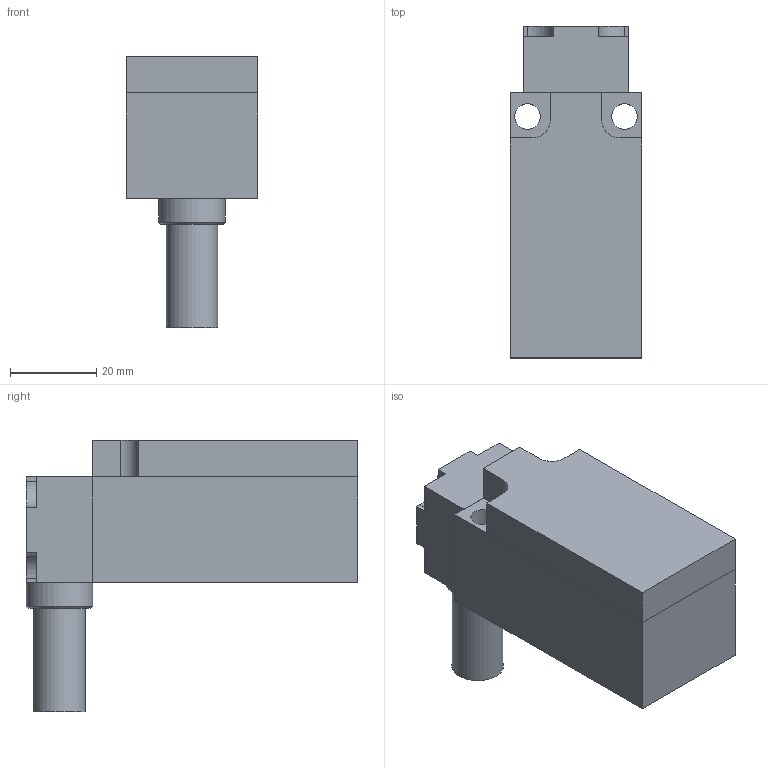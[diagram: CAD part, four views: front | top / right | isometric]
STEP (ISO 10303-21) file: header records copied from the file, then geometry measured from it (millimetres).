
FILE_DESCRIPTION(('STEP AP203'),'2;1');
FILE_NAME('20.016.00.stp','2011-03-07T09:17:43',(''),(''),'2009.3.110','THINKDESIGN','');
FILE_SCHEMA(('CONFIG_CONTROL_DESIGN'));
Length unit declared in the file: millimetre
Bounding box: 30.5 x 77 x 63 mm (x, y, z)
Volume: 70261.2 mm3; surface area: 18866.8 mm2
Topology: 4 solids, 4 shells, 49 faces, 130 edges, 90 vertices
Faces by surface type: plane 37, cylinder 11, bspline 1
Full cylindrical faces by diameter (mm): 6 x2, 7.687 x1, 12 x1, 15.5 x1
Entity records: 1650 total; most frequent: CARTESIAN_POINT 286, DIRECTION 260, ORIENTED_EDGE 260, EDGE_CURVE 130, VECTOR 96, LINE 96, VERTEX_POINT 90, AXIS2_PLACEMENT_3D 82
